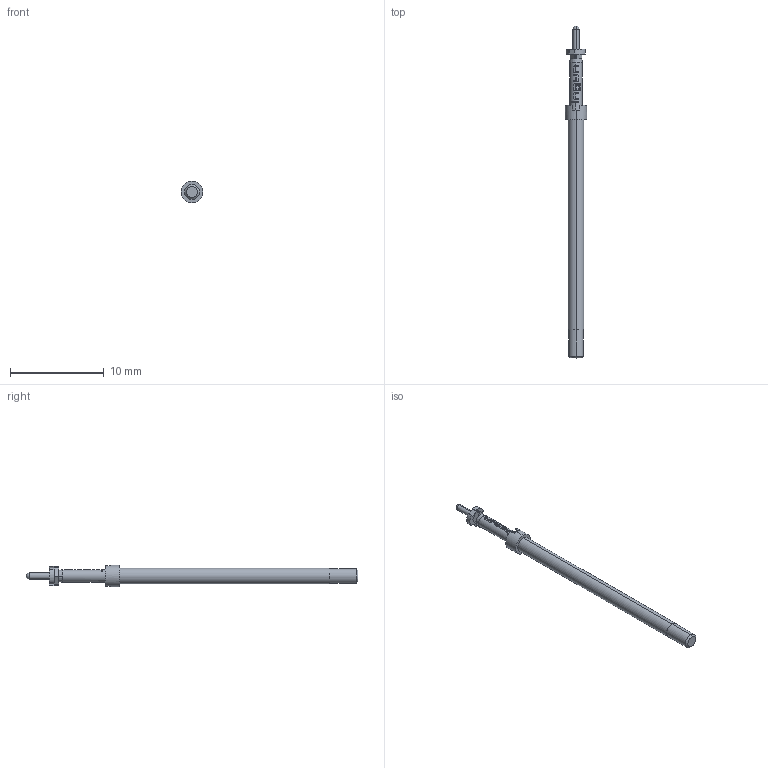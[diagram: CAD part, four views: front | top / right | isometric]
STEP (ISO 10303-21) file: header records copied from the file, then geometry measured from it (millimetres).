
FILE_DESCRIPTION (( 'STEP AP203' ), '1' );
FILE_NAME ('INGUN_T-912_305_065_250_210Axx02M.STEP', '2022-02-09T08:34:19', ( 'ochi' ), ( '' ), 'SwSTEP 2.0', 'SolidWorks 2018', '' );
FILE_SCHEMA (( 'CONFIG_CONTROL_DESIGN' ));
Length unit declared in the file: millimetre
Products named in the file (1): INGUN_T-912_305_065_250_210Axx02M
Bounding box: 2.3 x 35.5 x 2.3 mm (x, y, z)
Volume: 69.6 mm3; surface area: 187.5 mm2
Topology: 1 solids, 1 shells, 136 faces, 386 edges, 254 vertices
Faces by surface type: plane 75, cylinder 30, bspline 22, cone 7, sphere 2
Entity records: 4766 total; most frequent: CARTESIAN_POINT 1303, ORIENTED_EDGE 764, DIRECTION 643, EDGE_CURVE 382, VERTEX_POINT 252, AXIS2_PLACEMENT_3D 236, LINE 171, VECTOR 171
